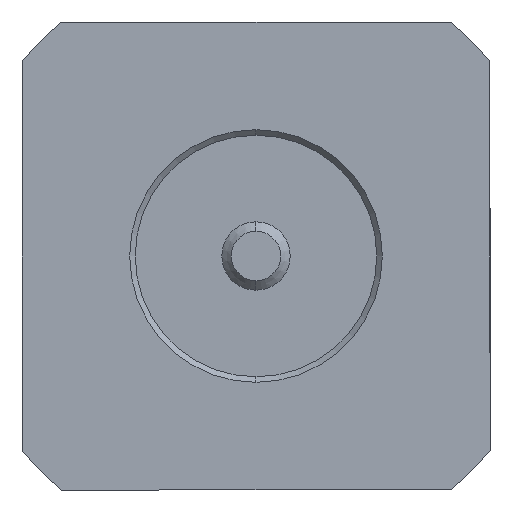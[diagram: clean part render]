
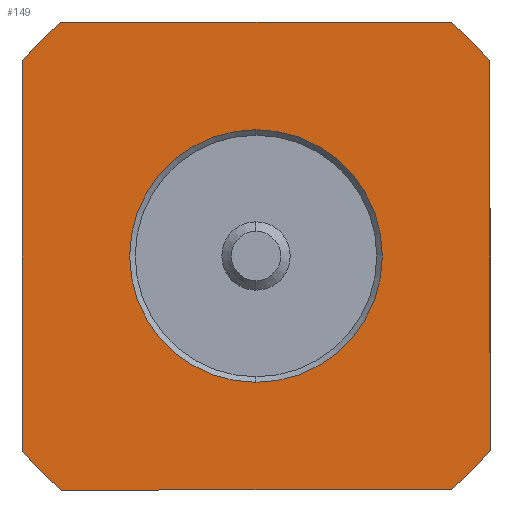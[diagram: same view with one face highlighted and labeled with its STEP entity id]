
A CAD part, front view. The second image highlights one B-rep face of the part: STEP entity #149.
In plain terms, the highlighted planar face has unit normal (0, -1, 0).
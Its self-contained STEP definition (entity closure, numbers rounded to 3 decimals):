
#32 = DIRECTION ( 'NONE',  ( 1., 0., 0. ) ) ;
#39 = AXIS2_PLACEMENT_3D ( 'NONE', #1611, #1055, #787 ) ;
#50 = VERTEX_POINT ( 'NONE', #1190 ) ;
#60 = VERTEX_POINT ( 'NONE', #241 ) ;
#74 = CARTESIAN_POINT ( 'NONE',  ( 2.5, -4.1, 2.077 ) ) ;
#84 = DIRECTION ( 'NONE',  ( 0., 0., 1. ) ) ;
#87 = LINE ( 'NONE', #1121, #1122 ) ;
#113 = CARTESIAN_POINT ( 'NONE',  ( 0., -4.1, 0. ) ) ;
#122 = CARTESIAN_POINT ( 'NONE',  ( 2.077, -4.1, -2.5 ) ) ;
#126 = EDGE_CURVE ( 'NONE', #213, #341, #1571, .T. ) ;
#148 = CIRCLE ( 'NONE', #441, 1.35 ) ;
#149 = ADVANCED_FACE ( 'NONE', ( #1161, #1216 ), #776, .T. ) ;
#213 = VERTEX_POINT ( 'NONE', #1029 ) ;
#219 = DIRECTION ( 'NONE',  ( -1., 0., 0. ) ) ;
#241 = CARTESIAN_POINT ( 'NONE',  ( -2.077, -4.1, 2.5 ) ) ;
#243 = DIRECTION ( 'NONE',  ( 0., 0., 1. ) ) ;
#268 = LINE ( 'NONE', #581, #1305 ) ;
#306 = CARTESIAN_POINT ( 'NONE',  ( 2.077, -4.1, 2.5 ) ) ;
#317 = ORIENTED_EDGE ( 'NONE', *, *, #1635, .T. ) ;
#330 = CARTESIAN_POINT ( 'NONE',  ( 0., -4.1, 0. ) ) ;
#341 = VERTEX_POINT ( 'NONE', #122 ) ;
#385 = AXIS2_PLACEMENT_3D ( 'NONE', #1728, #768, #1587 ) ;
#402 = CIRCLE ( 'NONE', #1730, 3.25 ) ;
#422 = DIRECTION ( 'NONE',  ( 0., 1., 0. ) ) ;
#436 = CARTESIAN_POINT ( 'NONE',  ( 0., -4.1, -1.35 ) ) ;
#441 = AXIS2_PLACEMENT_3D ( 'NONE', #1308, #491, #1432 ) ;
#457 = VECTOR ( 'NONE', #84, 1000. ) ;
#458 = CIRCLE ( 'NONE', #1504, 3.25 ) ;
#461 = DIRECTION ( 'NONE',  ( 0., 1., 0. ) ) ;
#481 = EDGE_CURVE ( 'NONE', #1594, #213, #268, .T. ) ;
#491 = DIRECTION ( 'NONE',  ( 0., 1., 0. ) ) ;
#581 = CARTESIAN_POINT ( 'NONE',  ( 2.5, -4.1, 2.5 ) ) ;
#608 = ORIENTED_EDGE ( 'NONE', *, *, #481, .F. ) ;
#613 = CIRCLE ( 'NONE', #39, 3.25 ) ;
#622 = CARTESIAN_POINT ( 'NONE',  ( -2.5, -4.1, -2.5 ) ) ;
#624 = AXIS2_PLACEMENT_3D ( 'NONE', #1240, #422, #1370 ) ;
#634 = ORIENTED_EDGE ( 'NONE', *, *, #1147, .F. ) ;
#636 = DIRECTION ( 'NONE',  ( 0., 1., 0. ) ) ;
#660 = EDGE_CURVE ( 'NONE', #341, #50, #87, .T. ) ;
#728 = DIRECTION ( 'NONE',  ( 0., 0., 1. ) ) ;
#729 = ORIENTED_EDGE ( 'NONE', *, *, #794, .F. ) ;
#768 = DIRECTION ( 'NONE',  ( 0., -1., 0. ) ) ;
#776 = PLANE ( 'NONE',  #385 ) ;
#787 = DIRECTION ( 'NONE',  ( 0., 0., 1. ) ) ;
#794 = EDGE_CURVE ( 'NONE', #60, #1696, #857, .T. ) ;
#824 = LINE ( 'NONE', #622, #457 ) ;
#857 = LINE ( 'NONE', #1207, #1220 ) ;
#894 = ORIENTED_EDGE ( 'NONE', *, *, #1616, .F. ) ;
#943 = EDGE_CURVE ( 'NONE', #1696, #1594, #613, .T. ) ;
#1001 = VERTEX_POINT ( 'NONE', #1205 ) ;
#1029 = CARTESIAN_POINT ( 'NONE',  ( 2.5, -4.1, -2.077 ) ) ;
#1052 = EDGE_CURVE ( 'NONE', #1518, #1709, #1188, .T. ) ;
#1055 = DIRECTION ( 'NONE',  ( 0., 1., 0. ) ) ;
#1056 = DIRECTION ( 'NONE',  ( 0., 1., 0. ) ) ;
#1121 = CARTESIAN_POINT ( 'NONE',  ( 2.5, -4.1, -2.5 ) ) ;
#1122 = VECTOR ( 'NONE', #219, 1000. ) ;
#1129 = EDGE_LOOP ( 'NONE', ( #317, #1630 ) ) ;
#1144 = CARTESIAN_POINT ( 'NONE',  ( 0., -4.1, 1.35 ) ) ;
#1147 = EDGE_CURVE ( 'NONE', #1613, #60, #402, .T. ) ;
#1161 = FACE_BOUND ( 'NONE', #1129, .T. ) ;
#1181 = ORIENTED_EDGE ( 'NONE', *, *, #660, .F. ) ;
#1188 = CIRCLE ( 'NONE', #624, 1.35 ) ;
#1190 = CARTESIAN_POINT ( 'NONE',  ( -2.077, -4.1, -2.5 ) ) ;
#1205 = CARTESIAN_POINT ( 'NONE',  ( -2.5, -4.1, -2.077 ) ) ;
#1207 = CARTESIAN_POINT ( 'NONE',  ( -2.5, -4.1, 2.5 ) ) ;
#1216 = FACE_OUTER_BOUND ( 'NONE', #1296, .T. ) ;
#1220 = VECTOR ( 'NONE', #32, 1000. ) ;
#1235 = ORIENTED_EDGE ( 'NONE', *, *, #126, .F. ) ;
#1240 = CARTESIAN_POINT ( 'NONE',  ( 0., -4.1, 0. ) ) ;
#1248 = ORIENTED_EDGE ( 'NONE', *, *, #1409, .F. ) ;
#1258 = DIRECTION ( 'NONE',  ( 0., 0., -1. ) ) ;
#1296 = EDGE_LOOP ( 'NONE', ( #1248, #1181, #1235, #608, #1748, #729, #634, #894 ) ) ;
#1305 = VECTOR ( 'NONE', #1258, 1000. ) ;
#1308 = CARTESIAN_POINT ( 'NONE',  ( 0., -4.1, 0. ) ) ;
#1370 = DIRECTION ( 'NONE',  ( 0., 0., -1. ) ) ;
#1409 = EDGE_CURVE ( 'NONE', #50, #1001, #458, .T. ) ;
#1426 = CARTESIAN_POINT ( 'NONE',  ( -2.5, -4.1, 2.077 ) ) ;
#1432 = DIRECTION ( 'NONE',  ( 0., 0., -1. ) ) ;
#1440 = DIRECTION ( 'NONE',  ( 0., 0., 1. ) ) ;
#1498 = AXIS2_PLACEMENT_3D ( 'NONE', #1592, #636, #1440 ) ;
#1504 = AXIS2_PLACEMENT_3D ( 'NONE', #113, #1056, #243 ) ;
#1518 = VERTEX_POINT ( 'NONE', #1144 ) ;
#1571 = CIRCLE ( 'NONE', #1498, 3.25 ) ;
#1587 = DIRECTION ( 'NONE',  ( 0., 0., -1. ) ) ;
#1592 = CARTESIAN_POINT ( 'NONE',  ( 0., -4.1, 0. ) ) ;
#1594 = VERTEX_POINT ( 'NONE', #74 ) ;
#1611 = CARTESIAN_POINT ( 'NONE',  ( 0., -4.1, 0. ) ) ;
#1613 = VERTEX_POINT ( 'NONE', #1426 ) ;
#1616 = EDGE_CURVE ( 'NONE', #1001, #1613, #824, .T. ) ;
#1630 = ORIENTED_EDGE ( 'NONE', *, *, #1052, .T. ) ;
#1635 = EDGE_CURVE ( 'NONE', #1709, #1518, #148, .T. ) ;
#1696 = VERTEX_POINT ( 'NONE', #306 ) ;
#1709 = VERTEX_POINT ( 'NONE', #436 ) ;
#1728 = CARTESIAN_POINT ( 'NONE',  ( -1.25, -4.1, 0. ) ) ;
#1730 = AXIS2_PLACEMENT_3D ( 'NONE', #330, #461, #728 ) ;
#1748 = ORIENTED_EDGE ( 'NONE', *, *, #943, .F. ) ;
